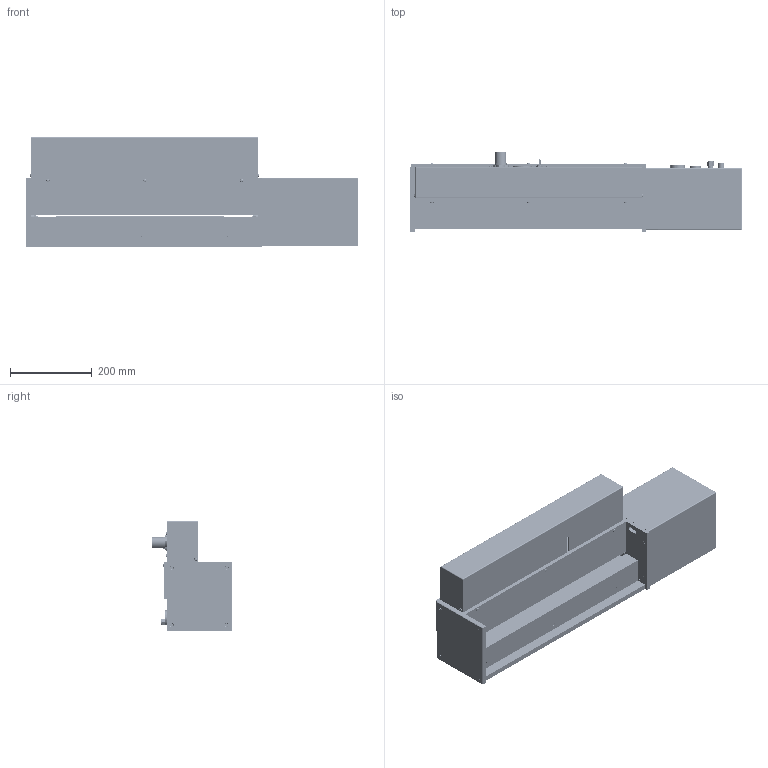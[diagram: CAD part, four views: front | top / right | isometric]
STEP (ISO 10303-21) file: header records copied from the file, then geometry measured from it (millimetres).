
FILE_DESCRIPTION(/* description */ (''),/* implementation_level */ '2;1');
FILE_NAME(/* name */ 'RF400.stp',/* time_stamp */ '2018-01-18T14:24:47-05:00',/* author */ ('ppanana'),/* organization */ (''),/* preprocessor_version */ 'ST-DEVELOPER v16.1',/* originating_system */ 'Autodesk Inventor 2016',/* authorisation */ '');
FILE_SCHEMA (('CONFIG_CONTROL_DESIGN'));
Products named in the file (1): RF400 SOLID MODEL
Bounding box: 811.24 x 194.03 x 268.94 mm (x, y, z)
Surface area: 2544839.8 mm2 (no closed solid volume)
Topology: 0 solids, 194 shells, 4157 faces, 9927 edges, 6473 vertices
Faces by surface type: plane 2647, cylinder 952, bspline 369, cone 150, torus 37, sphere 2
Full cylindrical faces by diameter (mm): 2 x16, 2.459 x23, 3 x15, 3.242 x31, 3.4 x7, 3.5 x18, 3.962 x4, 4 x34, 4.134 x29, 4.3 x2, 4.5 x21, 4.8 x4, 4.826 x4, 4.917 x16, 5 x30, 5.4 x9, 5.5 x11, 5.6 x31, 5.7 x8, 5.811 x24, 6 x20, 6.35 x11, 6.6 x18, 6.647 x8, 7 x13, 7.336 x2, 7.6 x12, 7.9 x4, 8 x17, 8.5 x12
Entity records: 122209 total; most frequent: CARTESIAN_POINT 26467, ORIENTED_EDGE 17616, DIRECTION 17585, EDGE_CURVE 8808, VERTEX_POINT 6212, LINE 6057, VECTOR 6057, EDGE_LOOP 5902
